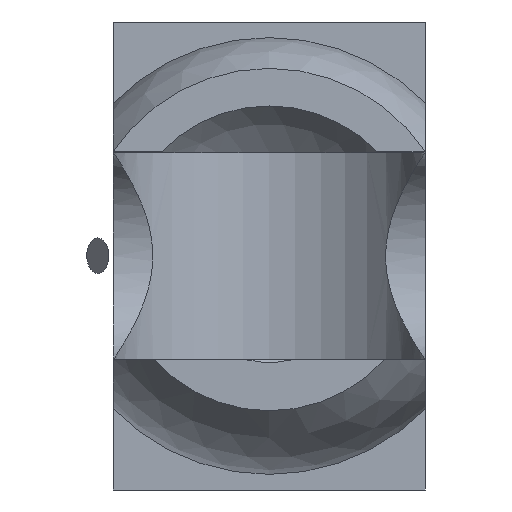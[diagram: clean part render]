
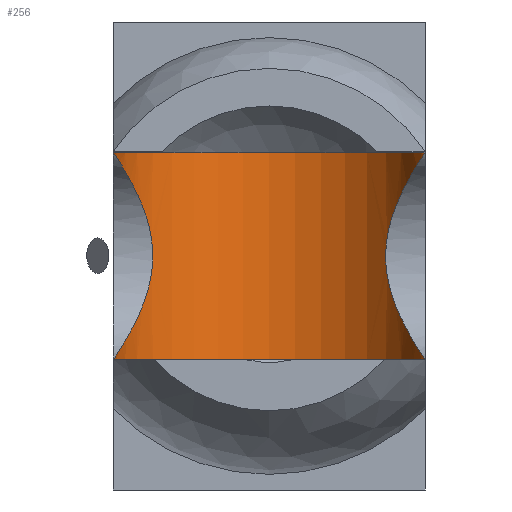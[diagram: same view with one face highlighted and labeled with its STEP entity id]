
A CAD part, top view. The second image highlights one B-rep face of the part: STEP entity #256.
In plain terms, the highlighted cylindrical face has radius 4 mm (diameter 8 mm), a partial arc.
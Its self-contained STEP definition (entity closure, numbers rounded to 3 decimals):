
#40 = CARTESIAN_POINT ( 'NONE',  ( -9.391, -18.159, 77.338 ) ) ;
#47 = CARTESIAN_POINT ( 'NONE',  ( -2.412, -20.985, 79.782 ) ) ;
#54 = CARTESIAN_POINT ( 'NONE',  ( -10.015, -16.302, 78.27 ) ) ;
#107 = CIRCLE ( 'NONE', #620, 4. ) ;
#113 = CARTESIAN_POINT ( 'NONE',  ( -10.391, -20.971, 79.61 ) ) ;
#114 = CARTESIAN_POINT ( 'NONE',  ( -2.501, -15.814, 79.12 ) ) ;
#117 = CARTESIAN_POINT ( 'NONE',  ( -3.309, -17.495, 77.467 ) ) ;
#122 = CARTESIAN_POINT ( 'NONE',  ( -10.128, -20.556, 78.528 ) ) ;
#127 = CARTESIAN_POINT ( 'NONE',  ( -9.407, -18.674, 77.354 ) ) ;
#137 = VERTEX_POINT ( 'NONE', #719 ) ;
#151 = CARTESIAN_POINT ( 'NONE',  ( -10.18, -16.022, 78.666 ) ) ;
#162 = DIRECTION ( 'NONE',  ( 0., 0., 1. ) ) ;
#164 = CARTESIAN_POINT ( 'NONE',  ( -10.391, -15.693, 79.61 ) ) ;
#166 = CARTESIAN_POINT ( 'NONE',  ( -2.412, -20.985, 79.782 ) ) ;
#175 = CARTESIAN_POINT ( 'NONE',  ( -6.406, -12.732, 80. ) ) ;
#188 = CARTESIAN_POINT ( 'NONE',  ( -2.421, -15.693, 79.61 ) ) ;
#194 = ORIENTED_EDGE ( 'NONE', *, *, #374, .F. ) ;
#208 = CARTESIAN_POINT ( 'NONE',  ( -10.311, -20.85, 79.12 ) ) ;
#209 = CARTESIAN_POINT ( 'NONE',  ( -3.405, -18.675, 77.355 ) ) ;
#222 = CARTESIAN_POINT ( 'NONE',  ( -9.503, -19.168, 77.467 ) ) ;
#224 = CARTESIAN_POINT ( 'NONE',  ( -2.54, -15.875, 78.962 ) ) ;
#227 = CARTESIAN_POINT ( 'NONE',  ( -2.412, -15.678, 79.782 ) ) ;
#238 = CARTESIAN_POINT ( 'NONE',  ( -10.4, -15.678, 79.782 ) ) ;
#256 = ADVANCED_FACE ( 'NONE', ( #829 ), #361, .F. ) ;
#257 = CARTESIAN_POINT ( 'NONE',  ( -10.271, -15.876, 78.959 ) ) ;
#310 = CARTESIAN_POINT ( 'NONE',  ( -9.954, -20.252, 78.149 ) ) ;
#317 = CARTESIAN_POINT ( 'NONE',  ( -9.503, -17.495, 77.467 ) ) ;
#322 = CIRCLE ( 'NONE', #1041, 4. ) ;
#361 = CYLINDRICAL_SURFACE ( 'NONE', #434, 4. ) ;
#374 = EDGE_CURVE ( 'NONE', #1068, #137, #771, .T. ) ;
#409 = CARTESIAN_POINT ( 'NONE',  ( -10.18, -20.642, 78.666 ) ) ;
#410 = CARTESIAN_POINT ( 'NONE',  ( -3.421, -18.159, 77.338 ) ) ;
#425 = CARTESIAN_POINT ( 'NONE',  ( -3.04, -19.9, 77.825 ) ) ;
#434 = AXIS2_PLACEMENT_3D ( 'NONE', #175, #574, #762 ) ;
#452 = CARTESIAN_POINT ( 'NONE',  ( -9.954, -16.411, 78.15 ) ) ;
#454 = DIRECTION ( 'NONE',  ( 0., 0., 1. ) ) ;
#506 = VERTEX_POINT ( 'NONE', #166 ) ;
#512 = CARTESIAN_POINT ( 'NONE',  ( -3.165, -19.625, 77.65 ) ) ;
#518 = CARTESIAN_POINT ( 'NONE',  ( -2.684, -16.107, 78.528 ) ) ;
#522 = CARTESIAN_POINT ( 'NONE',  ( -9.391, -18.505, 77.338 ) ) ;
#530 = CARTESIAN_POINT ( 'NONE',  ( -2.797, -20.361, 78.27 ) ) ;
#534 = CARTESIAN_POINT ( 'NONE',  ( -6.406, -15.678, 80. ) ) ;
#574 = DIRECTION ( 'NONE',  ( 0., 1., 0. ) ) ;
#584 = ORIENTED_EDGE ( 'NONE', *, *, #1143, .T. ) ;
#590 = CARTESIAN_POINT ( 'NONE',  ( -2.442, -15.723, 79.443 ) ) ;
#611 = CARTESIAN_POINT ( 'NONE',  ( -2.858, -16.411, 78.149 ) ) ;
#615 = CARTESIAN_POINT ( 'NONE',  ( -3.35, -19.006, 77.419 ) ) ;
#620 = AXIS2_PLACEMENT_3D ( 'NONE', #534, #1209, #162 ) ;
#621 = CARTESIAN_POINT ( 'NONE',  ( -3.309, -19.169, 77.467 ) ) ;
#624 = CARTESIAN_POINT ( 'NONE',  ( -2.421, -20.971, 79.61 ) ) ;
#646 = DIRECTION ( 'NONE',  ( 0., 1., 0. ) ) ;
#701 = CARTESIAN_POINT ( 'NONE',  ( -3.166, -17.039, 77.65 ) ) ;
#713 = CARTESIAN_POINT ( 'NONE',  ( -9.772, -19.9, 77.825 ) ) ;
#714 = CARTESIAN_POINT ( 'NONE',  ( -2.632, -16.022, 78.666 ) ) ;
#719 = CARTESIAN_POINT ( 'NONE',  ( -10.4, -15.678, 79.782 ) ) ;
#724 = EDGE_LOOP ( 'NONE', ( #194, #1192, #906, #584 ) ) ;
#742 = EDGE_CURVE ( 'NONE', #780, #506, #804, .T. ) ;
#745 = CARTESIAN_POINT ( 'NONE',  ( -10.37, -15.723, 79.442 ) ) ;
#762 = DIRECTION ( 'NONE',  ( 0., 0., 1. ) ) ;
#771 = B_SPLINE_CURVE_WITH_KNOTS ( 'NONE', 3,
 ( #800, #113, #1085, #208, #981, #409, #122, #1195, #310, #713, #1097, #222, #996, #127, #522, #40, #807, #1202, #317, #1106, #820, #452, #54, #1138, #151, #257, #942, #745, #164, #238 ),
 .UNSPECIFIED., .F., .F.,
 ( 4, 2, 2, 2, 2, 2, 2, 2, 2, 2, 2, 2, 2, 2, 4 ),
 ( 0., 0.001, 0.001, 0.002, 0.002, 0.003, 0.004, 0.004, 0.005, 0.005, 0.006, 0.007, 0.007, 0.008, 0.008 ),
 .UNSPECIFIED. ) ;
#780 = VERTEX_POINT ( 'NONE', #227 ) ;
#791 = CARTESIAN_POINT ( 'NONE',  ( -3.421, -18.505, 77.338 ) ) ;
#797 = CARTESIAN_POINT ( 'NONE',  ( -3.04, -16.763, 77.825 ) ) ;
#800 = CARTESIAN_POINT ( 'NONE',  ( -10.4, -20.985, 79.782 ) ) ;
#801 = CARTESIAN_POINT ( 'NONE',  ( -3.35, -17.657, 77.419 ) ) ;
#804 = B_SPLINE_CURVE_WITH_KNOTS ( 'NONE', 3,
 ( #1059, #188, #590, #114, #224, #714, #518, #1086, #611, #797, #701, #117, #801, #982, #410, #791, #209, #615, #621, #512, #425, #1098, #530, #909, #808, #815, #1203, #1189, #624, #47 ),
 .UNSPECIFIED., .F., .F.,
 ( 4, 2, 2, 2, 2, 2, 2, 2, 2, 2, 2, 2, 2, 2, 4 ),
 ( 0., 0.001, 0.001, 0.002, 0.002, 0.003, 0.004, 0.004, 0.005, 0.005, 0.006, 0.007, 0.007, 0.008, 0.008 ),
 .UNSPECIFIED. ) ;
#807 = CARTESIAN_POINT ( 'NONE',  ( -9.407, -17.989, 77.355 ) ) ;
#808 = CARTESIAN_POINT ( 'NONE',  ( -2.632, -20.641, 78.666 ) ) ;
#815 = CARTESIAN_POINT ( 'NONE',  ( -2.541, -20.787, 78.959 ) ) ;
#820 = CARTESIAN_POINT ( 'NONE',  ( -9.772, -16.763, 77.825 ) ) ;
#821 = CARTESIAN_POINT ( 'NONE',  ( -6.406, -20.985, 80. ) ) ;
#829 = FACE_OUTER_BOUND ( 'NONE', #724, .T. ) ;
#882 = EDGE_CURVE ( 'NONE', #506, #1068, #322, .T. ) ;
#906 = ORIENTED_EDGE ( 'NONE', *, *, #742, .F. ) ;
#909 = CARTESIAN_POINT ( 'NONE',  ( -2.684, -20.556, 78.528 ) ) ;
#942 = CARTESIAN_POINT ( 'NONE',  ( -10.311, -15.815, 79.116 ) ) ;
#981 = CARTESIAN_POINT ( 'NONE',  ( -10.272, -20.789, 78.962 ) ) ;
#982 = CARTESIAN_POINT ( 'NONE',  ( -3.406, -17.989, 77.354 ) ) ;
#996 = CARTESIAN_POINT ( 'NONE',  ( -9.462, -19.006, 77.419 ) ) ;
#1027 = CARTESIAN_POINT ( 'NONE',  ( -10.4, -20.985, 79.782 ) ) ;
#1041 = AXIS2_PLACEMENT_3D ( 'NONE', #821, #646, #454 ) ;
#1059 = CARTESIAN_POINT ( 'NONE',  ( -2.412, -15.678, 79.782 ) ) ;
#1068 = VERTEX_POINT ( 'NONE', #1027 ) ;
#1085 = CARTESIAN_POINT ( 'NONE',  ( -10.37, -20.94, 79.443 ) ) ;
#1086 = CARTESIAN_POINT ( 'NONE',  ( -2.797, -16.302, 78.269 ) ) ;
#1097 = CARTESIAN_POINT ( 'NONE',  ( -9.646, -19.624, 77.65 ) ) ;
#1098 = CARTESIAN_POINT ( 'NONE',  ( -2.858, -20.252, 78.15 ) ) ;
#1106 = CARTESIAN_POINT ( 'NONE',  ( -9.647, -17.039, 77.65 ) ) ;
#1138 = CARTESIAN_POINT ( 'NONE',  ( -10.128, -16.107, 78.528 ) ) ;
#1143 = EDGE_CURVE ( 'NONE', #780, #137, #107, .T. ) ;
#1189 = CARTESIAN_POINT ( 'NONE',  ( -2.442, -20.94, 79.442 ) ) ;
#1192 = ORIENTED_EDGE ( 'NONE', *, *, #882, .F. ) ;
#1195 = CARTESIAN_POINT ( 'NONE',  ( -10.015, -20.361, 78.269 ) ) ;
#1202 = CARTESIAN_POINT ( 'NONE',  ( -9.462, -17.657, 77.419 ) ) ;
#1203 = CARTESIAN_POINT ( 'NONE',  ( -2.501, -20.849, 79.116 ) ) ;
#1209 = DIRECTION ( 'NONE',  ( 0., 1., 0. ) ) ;
